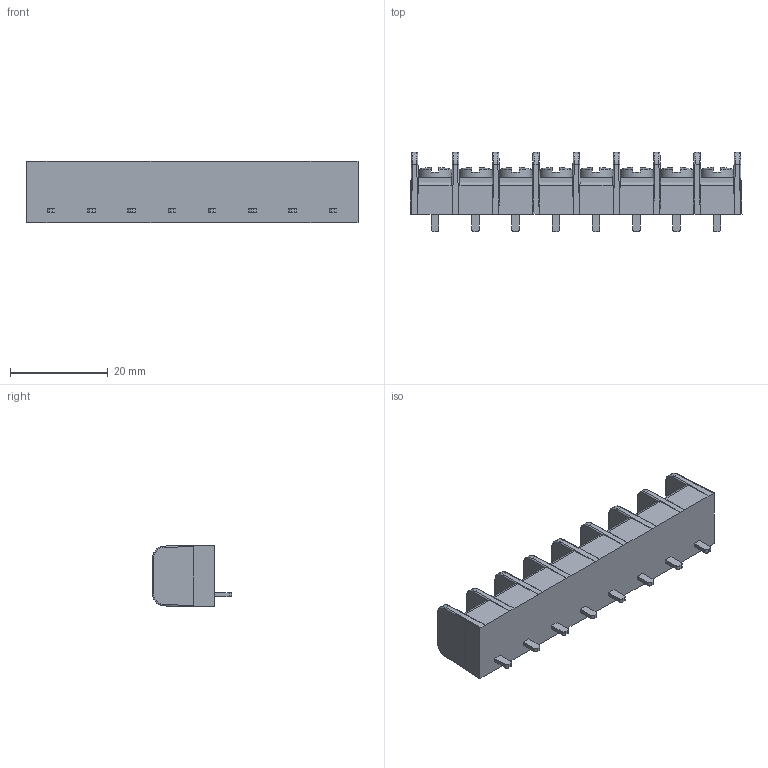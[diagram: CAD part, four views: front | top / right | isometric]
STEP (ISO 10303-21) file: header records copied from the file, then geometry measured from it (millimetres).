
FILE_DESCRIPTION((''),'2;1');
FILE_NAME('387006308','2014-12-31T',('me'),(''),'PRO/ENGINEER BY PARAMETRIC TECHNOLOGY CORPORATION, 2011490','PRO/ENGINEER BY PARAMETRIC TECHNOLOGY CORPORATION, 2011490','');
FILE_SCHEMA(('CONFIG_CONTROL_DESIGN'));
Length unit declared in the file: inch
Products named in the file (1): 387006308
Bounding box: 68.07 x 16.26 x 12.7 mm (x, y, z)
Volume: 7441.8 mm3; surface area: 4588.3 mm2
Topology: 1 solids, 1 shells, 401 faces, 1086 edges, 704 vertices
Faces by surface type: plane 220, cylinder 113, bspline 36, sphere 32
Entity records: 18100 total; most frequent: CARTESIAN_POINT 8313, ORIENTED_EDGE 2124, DIRECTION 1894, EDGE_CURVE 1062, VERTEX_POINT 672, AXIS2_PLACEMENT_3D 632, VECTOR 630, LINE 630
